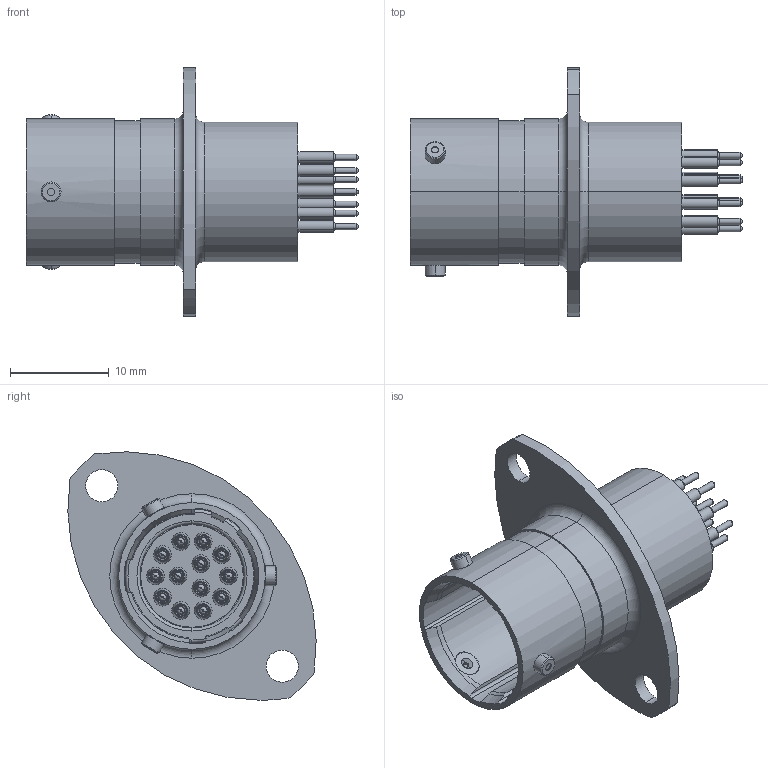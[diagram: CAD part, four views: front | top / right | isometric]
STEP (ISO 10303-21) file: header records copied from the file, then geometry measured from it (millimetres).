
FILE_DESCRIPTION (( 'STEP AP214' ), '1' );
FILE_NAME ('AS210-35PN.STEP', '2013-12-05T10:20:18', ( 'TE Connectivity' ), ( 'TE Connectivity' ), 'SwSTEP 2.0', 'SolidWorks 2011', '' );
FILE_SCHEMA (( 'AUTOMOTIVE_DESIGN' ));
Length unit declared in the file: millimetre
Products named in the file (1): AS210-35PN
Bounding box: 33.69 x 25.2 x 25.21 mm (x, y, z)
Volume: 3245.8 mm3; surface area: 5308.5 mm2
Topology: 34 solids, 34 shells, 689 faces, 1410 edges, 848 vertices
Faces by surface type: cylinder 220, torus 204, plane 149, cone 102, sphere 14
Entity records: 26554 total; most frequent: DIRECTION 3743, CARTESIAN_POINT 3309, ORIENTED_EDGE 2800, AXIS2_PLACEMENT_3D 1703, EDGE_CURVE 1400, CIRCLE 1013, VERTEX_POINT 846, EDGE_LOOP 796
